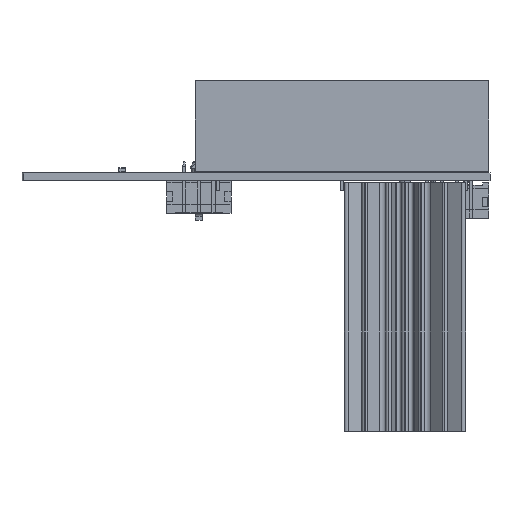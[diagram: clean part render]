
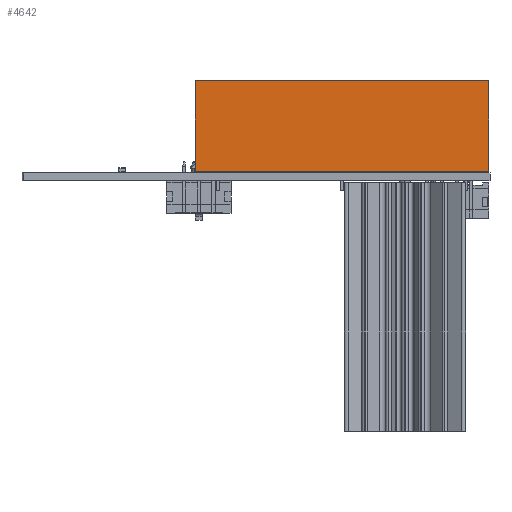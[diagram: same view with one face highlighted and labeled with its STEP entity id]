
A CAD part, left-side view. The second image highlights one B-rep face of the part: STEP entity #4642.
In plain terms, the highlighted face is planar.
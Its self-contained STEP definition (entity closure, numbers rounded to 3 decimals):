
#3880 = PLANE('',#3881);
#3881 = AXIS2_PLACEMENT_3D('',#3882,#3883,#3884);
#3882 = CARTESIAN_POINT('',(-30.,15.8,9.25));
#3883 = DIRECTION('',(0.,0.,-1.));
#3884 = DIRECTION('',(-1.,0.,-0.));
#4105 = VERTEX_POINT('',#4106);
#4106 = CARTESIAN_POINT('',(-30.,0.,9.25));
#4120 = PLANE('',#4121);
#4121 = AXIS2_PLACEMENT_3D('',#4122,#4123,#4124);
#4122 = CARTESIAN_POINT('',(-30.,15.8,-9.25));
#4123 = DIRECTION('',(1.,0.,0.));
#4124 = DIRECTION('',(0.,0.,-1.));
#4161 = VERTEX_POINT('',#4162);
#4162 = CARTESIAN_POINT('',(30.,0.,9.25));
#4176 = PLANE('',#4177);
#4177 = AXIS2_PLACEMENT_3D('',#4178,#4179,#4180);
#4178 = CARTESIAN_POINT('',(30.,15.8,-9.25));
#4179 = DIRECTION('',(-1.,0.,0.));
#4180 = DIRECTION('',(0.,0.,1.));
#4188 = EDGE_CURVE('',#4105,#4161,#4189,.T.);
#4189 = SURFACE_CURVE('',#4190,(#4194,#4201),.PCURVE_S1.);
#4190 = LINE('',#4191,#4192);
#4191 = CARTESIAN_POINT('',(-30.,0.,9.25));
#4192 = VECTOR('',#4193,1.);
#4193 = DIRECTION('',(1.,0.,0.));
#4194 = PCURVE('',#3880,#4195);
#4195 = DEFINITIONAL_REPRESENTATION('',(#4196),#4200);
#4196 = LINE('',#4197,#4198);
#4197 = CARTESIAN_POINT('',(-0.,-15.8));
#4198 = VECTOR('',#4199,1.);
#4199 = DIRECTION('',(-1.,0.));
#4200 = ( GEOMETRIC_REPRESENTATION_CONTEXT(2) 
PARAMETRIC_REPRESENTATION_CONTEXT() REPRESENTATION_CONTEXT('2D SPACE',''
  ) );
#4201 = PCURVE('',#4202,#4207);
#4202 = PLANE('',#4203);
#4203 = AXIS2_PLACEMENT_3D('',#4204,#4205,#4206);
#4204 = CARTESIAN_POINT('',(0.,0.,0.));
#4205 = DIRECTION('',(0.,1.,0.));
#4206 = DIRECTION('',(0.,-0.,1.));
#4207 = DEFINITIONAL_REPRESENTATION('',(#4208),#4212);
#4208 = LINE('',#4209,#4210);
#4209 = CARTESIAN_POINT('',(9.25,-30.));
#4210 = VECTOR('',#4211,1.);
#4211 = DIRECTION('',(0.,1.));
#4212 = ( GEOMETRIC_REPRESENTATION_CONTEXT(2) 
PARAMETRIC_REPRESENTATION_CONTEXT() REPRESENTATION_CONTEXT('2D SPACE',''
  ) );
#4470 = VERTEX_POINT('',#4471);
#4471 = CARTESIAN_POINT('',(30.,0.,-9.25));
#4485 = PLANE('',#4486);
#4486 = AXIS2_PLACEMENT_3D('',#4487,#4488,#4489);
#4487 = CARTESIAN_POINT('',(-30.,15.8,-9.25));
#4488 = DIRECTION('',(0.,0.,1.));
#4489 = DIRECTION('',(1.,0.,-0.));
#4497 = EDGE_CURVE('',#4161,#4470,#4498,.T.);
#4498 = SURFACE_CURVE('',#4499,(#4503,#4510),.PCURVE_S1.);
#4499 = LINE('',#4500,#4501);
#4500 = CARTESIAN_POINT('',(30.,0.,-9.25));
#4501 = VECTOR('',#4502,1.);
#4502 = DIRECTION('',(0.,-0.,-1.));
#4503 = PCURVE('',#4176,#4504);
#4504 = DEFINITIONAL_REPRESENTATION('',(#4505),#4509);
#4505 = LINE('',#4506,#4507);
#4506 = CARTESIAN_POINT('',(0.,-15.8));
#4507 = VECTOR('',#4508,1.);
#4508 = DIRECTION('',(-1.,0.));
#4509 = ( GEOMETRIC_REPRESENTATION_CONTEXT(2) 
PARAMETRIC_REPRESENTATION_CONTEXT() REPRESENTATION_CONTEXT('2D SPACE',''
  ) );
#4510 = PCURVE('',#4202,#4511);
#4511 = DEFINITIONAL_REPRESENTATION('',(#4512),#4516);
#4512 = LINE('',#4513,#4514);
#4513 = CARTESIAN_POINT('',(-9.25,30.));
#4514 = VECTOR('',#4515,1.);
#4515 = DIRECTION('',(-1.,0.));
#4516 = ( GEOMETRIC_REPRESENTATION_CONTEXT(2) 
PARAMETRIC_REPRESENTATION_CONTEXT() REPRESENTATION_CONTEXT('2D SPACE',''
  ) );
#4546 = VERTEX_POINT('',#4547);
#4547 = CARTESIAN_POINT('',(-30.,0.,-9.25));
#4568 = EDGE_CURVE('',#4470,#4546,#4569,.T.);
#4569 = SURFACE_CURVE('',#4570,(#4574,#4581),.PCURVE_S1.);
#4570 = LINE('',#4571,#4572);
#4571 = CARTESIAN_POINT('',(-30.,0.,-9.25));
#4572 = VECTOR('',#4573,1.);
#4573 = DIRECTION('',(-1.,-0.,-0.));
#4574 = PCURVE('',#4485,#4575);
#4575 = DEFINITIONAL_REPRESENTATION('',(#4576),#4580);
#4576 = LINE('',#4577,#4578);
#4577 = CARTESIAN_POINT('',(0.,-15.8));
#4578 = VECTOR('',#4579,1.);
#4579 = DIRECTION('',(-1.,0.));
#4580 = ( GEOMETRIC_REPRESENTATION_CONTEXT(2) 
PARAMETRIC_REPRESENTATION_CONTEXT() REPRESENTATION_CONTEXT('2D SPACE',''
  ) );
#4581 = PCURVE('',#4202,#4582);
#4582 = DEFINITIONAL_REPRESENTATION('',(#4583),#4587);
#4583 = LINE('',#4584,#4585);
#4584 = CARTESIAN_POINT('',(-9.25,-30.));
#4585 = VECTOR('',#4586,1.);
#4586 = DIRECTION('',(0.,-1.));
#4587 = ( GEOMETRIC_REPRESENTATION_CONTEXT(2) 
PARAMETRIC_REPRESENTATION_CONTEXT() REPRESENTATION_CONTEXT('2D SPACE',''
  ) );
#4592 = EDGE_CURVE('',#4546,#4105,#4593,.T.);
#4593 = SURFACE_CURVE('',#4594,(#4598,#4605),.PCURVE_S1.);
#4594 = LINE('',#4595,#4596);
#4595 = CARTESIAN_POINT('',(-30.,0.,-9.25));
#4596 = VECTOR('',#4597,1.);
#4597 = DIRECTION('',(0.,0.,1.));
#4598 = PCURVE('',#4120,#4599);
#4599 = DEFINITIONAL_REPRESENTATION('',(#4600),#4604);
#4600 = LINE('',#4601,#4602);
#4601 = CARTESIAN_POINT('',(-0.,-15.8));
#4602 = VECTOR('',#4603,1.);
#4603 = DIRECTION('',(-1.,0.));
#4604 = ( GEOMETRIC_REPRESENTATION_CONTEXT(2) 
PARAMETRIC_REPRESENTATION_CONTEXT() REPRESENTATION_CONTEXT('2D SPACE',''
  ) );
#4605 = PCURVE('',#4202,#4606);
#4606 = DEFINITIONAL_REPRESENTATION('',(#4607),#4611);
#4607 = LINE('',#4608,#4609);
#4608 = CARTESIAN_POINT('',(-9.25,-30.));
#4609 = VECTOR('',#4610,1.);
#4610 = DIRECTION('',(1.,0.));
#4611 = ( GEOMETRIC_REPRESENTATION_CONTEXT(2) 
PARAMETRIC_REPRESENTATION_CONTEXT() REPRESENTATION_CONTEXT('2D SPACE',''
  ) );
#4642 = ADVANCED_FACE('',(#4643),#4202,.F.);
#4643 = FACE_BOUND('',#4644,.T.);
#4644 = EDGE_LOOP('',(#4645,#4646,#4647,#4648));
#4645 = ORIENTED_EDGE('',*,*,#4497,.F.);
#4646 = ORIENTED_EDGE('',*,*,#4188,.F.);
#4647 = ORIENTED_EDGE('',*,*,#4592,.F.);
#4648 = ORIENTED_EDGE('',*,*,#4568,.F.);
